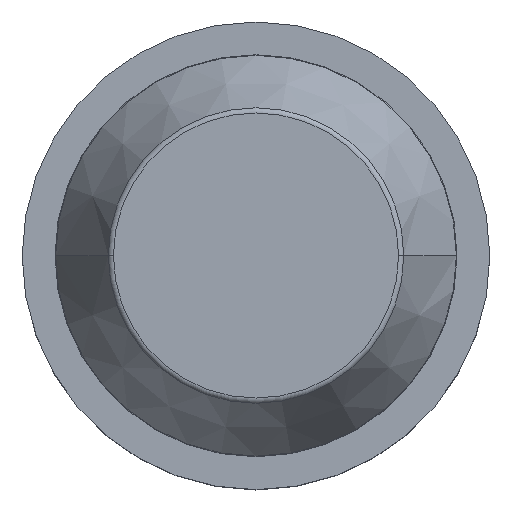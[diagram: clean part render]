
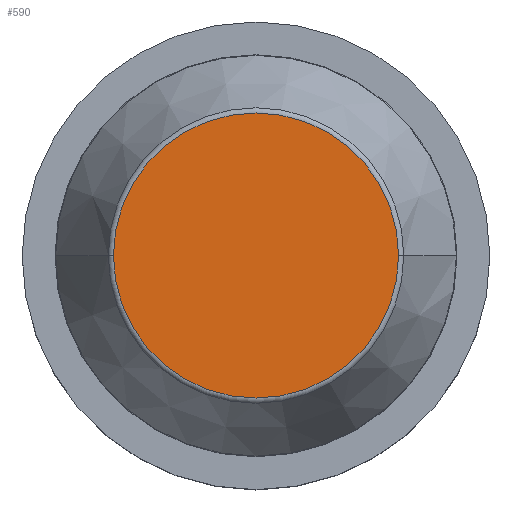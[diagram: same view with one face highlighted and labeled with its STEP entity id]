
A CAD part, top view. The second image highlights one B-rep face of the part: STEP entity #590.
In plain terms, the highlighted planar face has unit normal (0, 0, 1).
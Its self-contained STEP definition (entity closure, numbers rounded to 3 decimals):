
#198=CARTESIAN_POINT('',(0.,0.,50.));
#199=DIRECTION('',(0.,0.,1.));
#200=DIRECTION('',(-1.,0.,0.));
#201=AXIS2_PLACEMENT_3D('',#198,#199,#200);
#203=CARTESIAN_POINT('',(0.,0.,50.));
#204=DIRECTION('',(0.,0.,1.));
#205=DIRECTION('',(1.,0.,0.));
#206=AXIS2_PLACEMENT_3D('',#203,#204,#205);
#284=CARTESIAN_POINT('',(-2.438,0.,50.));
#285=CARTESIAN_POINT('',(2.438,0.,50.));
#286=VERTEX_POINT('',#284);
#287=VERTEX_POINT('',#285);
#579=CARTESIAN_POINT('',(0.,0.,50.));
#580=DIRECTION('',(0.,0.,1.));
#581=DIRECTION('',(1.,0.,0.));
#582=AXIS2_PLACEMENT_3D('',#579,#580,#581);
#583=PLANE('',#582);
#585=ORIENTED_EDGE('',*,*,#584,.F.);
#587=ORIENTED_EDGE('',*,*,#586,.F.);
#588=EDGE_LOOP('',(#585,#587));
#589=FACE_OUTER_BOUND('',#588,.F.);
#590=ADVANCED_FACE('',(#589),#583,.T.);
#202=CIRCLE('',#201,2.438);
#207=CIRCLE('',#206,2.438);
#584=EDGE_CURVE('',#286,#287,#202,.T.);
#586=EDGE_CURVE('',#287,#286,#207,.T.);
